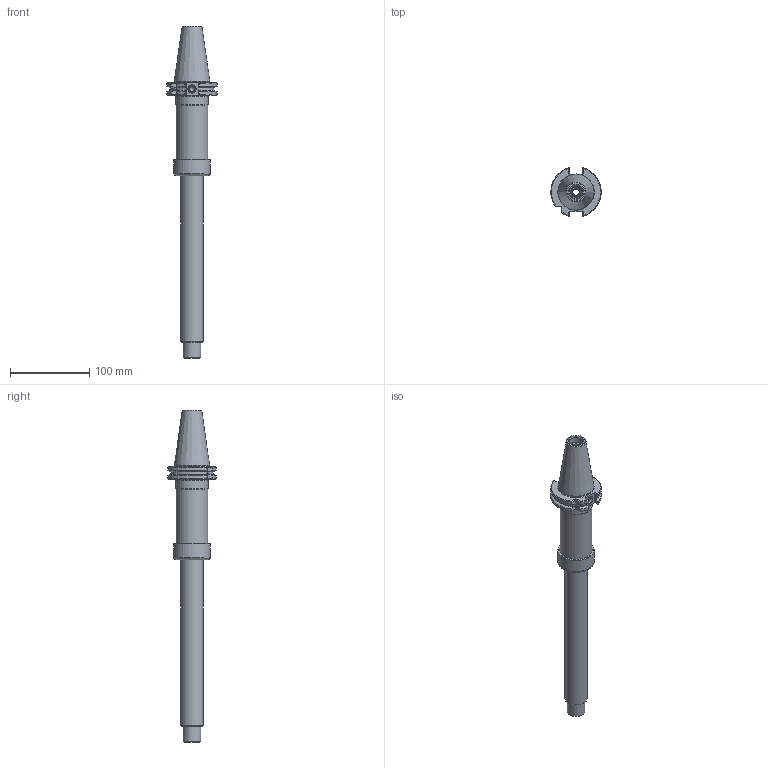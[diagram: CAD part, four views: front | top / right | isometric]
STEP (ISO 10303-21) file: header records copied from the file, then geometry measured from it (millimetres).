
FILE_DESCRIPTION(/* description */ (''),/* implementation_level */ '2;1');
FILE_NAME(/* name */ '884213190.stp',/* time_stamp */ '2021-10-13T12:15:06',/* author */ ('LRA'),/* organization */ ('REGO-FIX'),/* preprocessor_version */ ' Unknown',/* originating_system */ 'SIEMENS PLM Software Solid Edge ST10',/* authorization */ 'Unknown');
FILE_SCHEMA (('AUTOMOTIVE_DESIGN { 1 0 10303 214 2 1 1}'));
Length unit declared in the file: millimetre
Products named in the file (1): NOCUT
Bounding box: 63.35 x 61.01 x 417.75 mm (x, y, z)
Volume: 336352.7 mm3; surface area: 71007.2 mm2
Topology: 1 solids, 3 shells, 160 faces, 386 edges, 242 vertices
Faces by surface type: plane 51, cylinder 44, cone 43, torus 22
Full cylindrical faces by diameter (mm): 6 x1, 8.35 x1, 8.376 x1, 10 x2, 10.5 x1, 13.835 x1, 17 x1, 22 x1, 23.8 x1, 24.7 x1, 25 x1, 28 x1, 29 x1, 33 x1, 34 x1, 38.376 x1, 40 x1, 40.05 x1, 40.5 x1, 43.3 x1, 45.65 x1
Entity records: 5349 total; most frequent: DIRECTION 769, CARTESIAN_POINT 764, ORIENTED_EDGE 594, AXIS2_PLACEMENT_3D 333, EDGE_CURVE 297, FACE_BOUND 246, EDGE_LOOP 245, VERTEX_POINT 223
